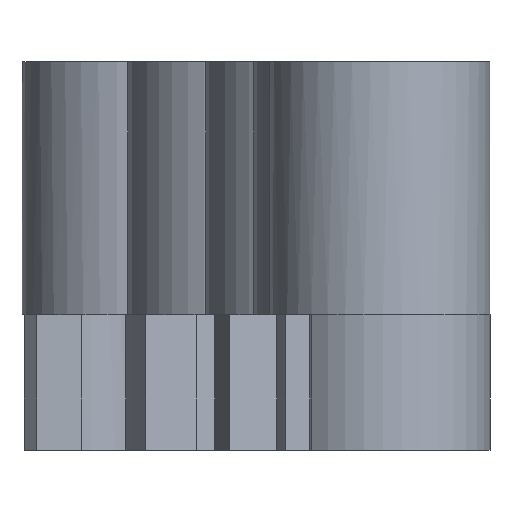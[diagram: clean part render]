
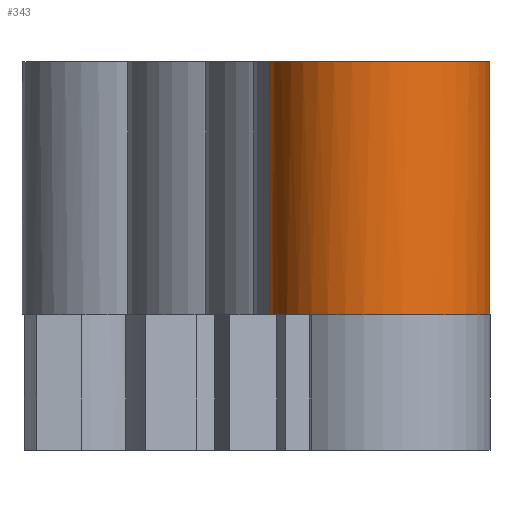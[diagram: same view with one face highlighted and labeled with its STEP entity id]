
A CAD part, left-side view. The second image highlights one B-rep face of the part: STEP entity #343.
In plain terms, the highlighted cylindrical face has radius 2.4 mm (diameter 4.8 mm), a partial arc.
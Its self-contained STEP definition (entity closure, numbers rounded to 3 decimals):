
#80 = VERTEX_POINT('',#81);
#81 = CARTESIAN_POINT('',(1.882,1.489,2.75));
#88 = EDGE_CURVE('',#80,#89,#91,.T.);
#89 = VERTEX_POINT('',#90);
#90 = CARTESIAN_POINT('',(2.112,-1.139,2.75));
#91 = CIRCLE('',#92,2.4);
#92 = AXIS2_PLACEMENT_3D('',#93,#94,#95);
#93 = CARTESIAN_POINT('',(0.,0.,2.75));
#94 = DIRECTION('',(0.,0.,1.));
#95 = DIRECTION('',(1.,0.,0.));
#324 = EDGE_CURVE('',#325,#80,#327,.T.);
#325 = VERTEX_POINT('',#326);
#326 = CARTESIAN_POINT('',(1.882,1.489,-2.75));
#327 = LINE('',#328,#329);
#328 = CARTESIAN_POINT('',(1.882,1.489,-2.75));
#329 = VECTOR('',#330,1.);
#330 = DIRECTION('',(0.,0.,1.));
#343 = ADVANCED_FACE('',(#344),#372,.T.);
#344 = FACE_BOUND('',#345,.F.);
#345 = EDGE_LOOP('',(#346,#347,#348,#356,#365));
#346 = ORIENTED_EDGE('',*,*,#324,.T.);
#347 = ORIENTED_EDGE('',*,*,#88,.T.);
#348 = ORIENTED_EDGE('',*,*,#349,.F.);
#349 = EDGE_CURVE('',#350,#89,#352,.T.);
#350 = VERTEX_POINT('',#351);
#351 = CARTESIAN_POINT('',(2.112,-1.139,-2.75));
#352 = LINE('',#353,#354);
#353 = CARTESIAN_POINT('',(2.112,-1.139,-2.75));
#354 = VECTOR('',#355,1.);
#355 = DIRECTION('',(0.,0.,1.));
#356 = ORIENTED_EDGE('',*,*,#357,.F.);
#357 = EDGE_CURVE('',#358,#350,#360,.T.);
#358 = VERTEX_POINT('',#359);
#359 = CARTESIAN_POINT('',(-1.887,1.483,-2.75));
#360 = CIRCLE('',#361,2.4);
#361 = AXIS2_PLACEMENT_3D('',#362,#363,#364);
#362 = CARTESIAN_POINT('',(0.,0.,-2.75));
#363 = DIRECTION('',(0.,0.,1.));
#364 = DIRECTION('',(1.,0.,0.));
#365 = ORIENTED_EDGE('',*,*,#366,.F.);
#366 = EDGE_CURVE('',#325,#358,#367,.T.);
#367 = CIRCLE('',#368,2.4);
#368 = AXIS2_PLACEMENT_3D('',#369,#370,#371);
#369 = CARTESIAN_POINT('',(0.,0.,-2.75));
#370 = DIRECTION('',(0.,0.,1.));
#371 = DIRECTION('',(1.,0.,0.));
#372 = CYLINDRICAL_SURFACE('',#373,2.4);
#373 = AXIS2_PLACEMENT_3D('',#374,#375,#376);
#374 = CARTESIAN_POINT('',(0.,0.,-2.75));
#375 = DIRECTION('',(-0.,-0.,-1.));
#376 = DIRECTION('',(1.,0.,0.));
